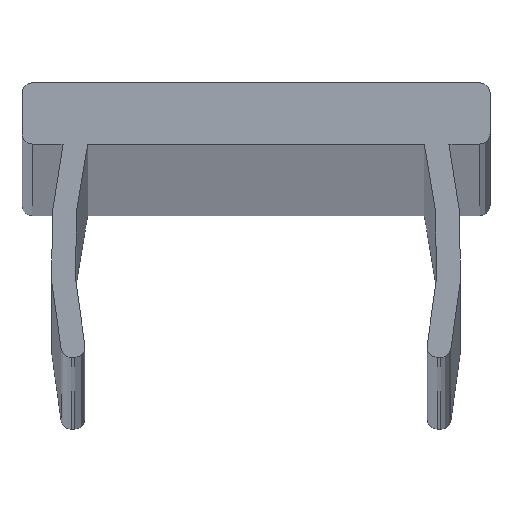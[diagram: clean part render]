
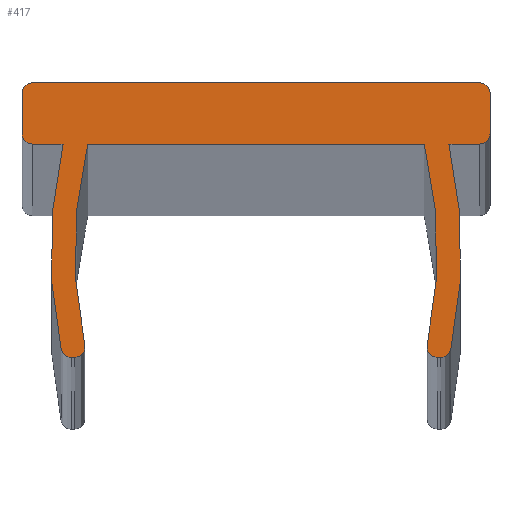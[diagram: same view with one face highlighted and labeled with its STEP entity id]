
A CAD part, top view. The second image highlights one B-rep face of the part: STEP entity #417.
In plain terms, the highlighted planar face has unit normal (0, 0, 1).
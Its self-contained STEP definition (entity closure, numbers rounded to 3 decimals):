
#23=PLANE('',#466);
#45=FACE_OUTER_BOUND('',#67,.T.);
#67=EDGE_LOOP('',(#364,#365,#366,#367,#368,#369,#370,#371,#372,#373,#374,
#375,#376,#377,#378,#379,#380,#381,#382,#383));
#72=LINE('',#612,#108);
#84=LINE('',#665,#120);
#89=LINE('',#679,#125);
#95=LINE('',#694,#131);
#97=LINE('',#700,#133);
#98=LINE('',#702,#134);
#100=LINE('',#709,#136);
#103=LINE('',#718,#139);
#108=VECTOR('',#481,0.085);
#120=VECTOR('',#531,0.085);
#125=VECTOR('',#546,1.);
#131=VECTOR('',#562,1.);
#133=VECTOR('',#570,10.9);
#134=VECTOR('',#573,0.75);
#136=VECTOR('',#581,8.2);
#139=VECTOR('',#594,0.75);
#140=CIRCLE('',#422,0.25);
#153=CIRCLE('',#438,0.25);
#154=CIRCLE('',#440,11.417);
#155=CIRCLE('',#442,0.25);
#156=CIRCLE('',#445,0.25);
#157=CIRCLE('',#447,0.25);
#158=CIRCLE('',#450,0.25);
#159=CIRCLE('',#452,0.25);
#160=CIRCLE('',#455,0.25);
#161=CIRCLE('',#459,10.833);
#162=CIRCLE('',#462,10.833);
#163=CIRCLE('',#464,11.417);
#164=VERTEX_POINT('',#599);
#165=VERTEX_POINT('',#600);
#169=VERTEX_POINT('',#610);
#187=VERTEX_POINT('',#650);
#188=VERTEX_POINT('',#654);
#189=VERTEX_POINT('',#658);
#190=VERTEX_POINT('',#659);
#191=VERTEX_POINT('',#664);
#192=VERTEX_POINT('',#668);
#193=VERTEX_POINT('',#672);
#194=VERTEX_POINT('',#674);
#195=VERTEX_POINT('',#678);
#196=VERTEX_POINT('',#682);
#197=VERTEX_POINT('',#686);
#198=VERTEX_POINT('',#687);
#199=VERTEX_POINT('',#692);
#200=VERTEX_POINT('',#696);
#201=VERTEX_POINT('',#704);
#202=VERTEX_POINT('',#708);
#203=VERTEX_POINT('',#714);
#204=EDGE_CURVE('',#164,#165,#140,.T.);
#210=EDGE_CURVE('',#164,#169,#72,.T.);
#229=EDGE_CURVE('',#187,#169,#153,.T.);
#232=EDGE_CURVE('',#187,#188,#154,.T.);
#233=EDGE_CURVE('',#189,#190,#155,.T.);
#236=EDGE_CURVE('',#191,#190,#84,.T.);
#238=EDGE_CURVE('',#191,#192,#156,.T.);
#241=EDGE_CURVE('',#193,#194,#157,.T.);
#243=EDGE_CURVE('',#195,#194,#89,.T.);
#245=EDGE_CURVE('',#195,#196,#158,.T.);
#247=EDGE_CURVE('',#197,#198,#159,.T.);
#251=EDGE_CURVE('',#197,#199,#95,.T.);
#252=EDGE_CURVE('',#200,#199,#160,.T.);
#254=EDGE_CURVE('',#200,#196,#97,.T.);
#255=EDGE_CURVE('',#188,#198,#98,.T.);
#256=EDGE_CURVE('',#201,#165,#161,.T.);
#258=EDGE_CURVE('',#202,#201,#100,.T.);
#260=EDGE_CURVE('',#189,#202,#162,.T.);
#261=EDGE_CURVE('',#203,#192,#163,.T.);
#263=EDGE_CURVE('',#193,#203,#103,.T.);
#364=ORIENTED_EDGE('',*,*,#204,.F.);
#365=ORIENTED_EDGE('',*,*,#210,.T.);
#366=ORIENTED_EDGE('',*,*,#229,.F.);
#367=ORIENTED_EDGE('',*,*,#232,.T.);
#368=ORIENTED_EDGE('',*,*,#255,.T.);
#369=ORIENTED_EDGE('',*,*,#247,.F.);
#370=ORIENTED_EDGE('',*,*,#251,.T.);
#371=ORIENTED_EDGE('',*,*,#252,.F.);
#372=ORIENTED_EDGE('',*,*,#254,.T.);
#373=ORIENTED_EDGE('',*,*,#245,.F.);
#374=ORIENTED_EDGE('',*,*,#243,.T.);
#375=ORIENTED_EDGE('',*,*,#241,.F.);
#376=ORIENTED_EDGE('',*,*,#263,.T.);
#377=ORIENTED_EDGE('',*,*,#261,.T.);
#378=ORIENTED_EDGE('',*,*,#238,.F.);
#379=ORIENTED_EDGE('',*,*,#236,.T.);
#380=ORIENTED_EDGE('',*,*,#233,.F.);
#381=ORIENTED_EDGE('',*,*,#260,.T.);
#382=ORIENTED_EDGE('',*,*,#258,.T.);
#383=ORIENTED_EDGE('',*,*,#256,.T.);
#417=ADVANCED_FACE('',(#45),#23,.T.);
#422=AXIS2_PLACEMENT_3D('',#601,#471,#472);
#438=AXIS2_PLACEMENT_3D('',#651,#515,#516);
#440=AXIS2_PLACEMENT_3D('',#656,#521,#522);
#442=AXIS2_PLACEMENT_3D('',#660,#525,#526);
#445=AXIS2_PLACEMENT_3D('',#669,#535,#536);
#447=AXIS2_PLACEMENT_3D('',#675,#541,#542);
#450=AXIS2_PLACEMENT_3D('',#683,#550,#551);
#452=AXIS2_PLACEMENT_3D('',#688,#555,#556);
#455=AXIS2_PLACEMENT_3D('',#697,#565,#566);
#459=AXIS2_PLACEMENT_3D('',#705,#576,#577);
#462=AXIS2_PLACEMENT_3D('',#712,#585,#586);
#464=AXIS2_PLACEMENT_3D('',#715,#589,#590);
#466=AXIS2_PLACEMENT_3D('',#719,#595,#596);
#471=DIRECTION('center_axis',(0.,0.,-1.));
#472=DIRECTION('ref_axis',(-0.778,-0.628,0.));
#481=DIRECTION('',(1.,0.,0.));
#515=DIRECTION('center_axis',(0.,0.,-1.));
#516=DIRECTION('ref_axis',(0.628,-0.778,0.));
#521=DIRECTION('center_axis',(0.,0.,1.));
#522=DIRECTION('ref_axis',(0.974,-0.228,0.));
#525=DIRECTION('center_axis',(0.,0.,-1.));
#526=DIRECTION('ref_axis',(0.778,-0.628,0.));
#531=DIRECTION('',(1.,0.,0.));
#535=DIRECTION('center_axis',(0.,0.,-1.));
#536=DIRECTION('ref_axis',(-0.628,-0.778,0.));
#541=DIRECTION('center_axis',(0.,0.,-1.));
#542=DIRECTION('ref_axis',(-0.707,-0.707,0.));
#546=DIRECTION('',(0.,-1.,0.));
#550=DIRECTION('center_axis',(0.,0.,-1.));
#551=DIRECTION('ref_axis',(-0.707,0.707,0.));
#555=DIRECTION('center_axis',(0.,0.,-1.));
#556=DIRECTION('ref_axis',(0.707,-0.707,0.));
#562=DIRECTION('',(0.,1.,0.));
#565=DIRECTION('center_axis',(0.,0.,-1.));
#566=DIRECTION('ref_axis',(0.707,0.707,0.));
#570=DIRECTION('',(-1.,0.,0.));
#573=DIRECTION('',(1.,0.,0.));
#576=DIRECTION('center_axis',(0.,0.,-1.));
#577=DIRECTION('ref_axis',(-0.971,0.24,0.));
#581=DIRECTION('',(1.,0.,0.));
#585=DIRECTION('center_axis',(0.,0.,-1.));
#586=DIRECTION('ref_axis',(0.971,-0.24,0.));
#589=DIRECTION('center_axis',(0.,0.,1.));
#590=DIRECTION('ref_axis',(-0.974,0.228,0.));
#594=DIRECTION('',(1.,0.,0.));
#595=DIRECTION('center_axis',(0.,0.,1.));
#596=DIRECTION('ref_axis',(1.,0.,0.));
#599=CARTESIAN_POINT('',(4.415,-3.812,500.));
#600=CARTESIAN_POINT('',(4.17,-3.509,500.));
#601=CARTESIAN_POINT('Origin',(4.415,-3.562,500.));
#610=CARTESIAN_POINT('',(4.5,-3.812,500.));
#612=CARTESIAN_POINT('',(4.1,-3.812,500.));
#650=CARTESIAN_POINT('',(4.744,-3.614,500.));
#651=CARTESIAN_POINT('Origin',(4.5,-3.562,500.));
#654=CARTESIAN_POINT('',(4.7,1.388,500.));
#656=CARTESIAN_POINT('Origin',(-6.417,-1.212,500.));
#658=CARTESIAN_POINT('',(-4.17,-3.509,500.));
#659=CARTESIAN_POINT('',(-4.415,-3.812,500.));
#660=CARTESIAN_POINT('Origin',(-4.415,-3.562,500.));
#664=CARTESIAN_POINT('',(-4.5,-3.812,500.));
#665=CARTESIAN_POINT('',(-4.7,-3.812,500.));
#668=CARTESIAN_POINT('',(-4.744,-3.614,500.));
#669=CARTESIAN_POINT('Origin',(-4.5,-3.562,500.));
#672=CARTESIAN_POINT('',(-5.45,1.388,500.));
#674=CARTESIAN_POINT('',(-5.7,1.638,500.));
#675=CARTESIAN_POINT('Origin',(-5.45,1.638,500.));
#678=CARTESIAN_POINT('',(-5.7,2.638,500.));
#679=CARTESIAN_POINT('',(-5.7,2.888,500.));
#682=CARTESIAN_POINT('',(-5.45,2.888,500.));
#683=CARTESIAN_POINT('Origin',(-5.45,2.638,500.));
#686=CARTESIAN_POINT('',(5.7,1.638,500.));
#687=CARTESIAN_POINT('',(5.45,1.388,500.));
#688=CARTESIAN_POINT('Origin',(5.45,1.638,500.));
#692=CARTESIAN_POINT('',(5.7,2.638,500.));
#694=CARTESIAN_POINT('',(5.7,1.388,500.));
#696=CARTESIAN_POINT('',(5.45,2.888,500.));
#697=CARTESIAN_POINT('Origin',(5.45,2.638,500.));
#700=CARTESIAN_POINT('',(5.7,2.888,500.));
#702=CARTESIAN_POINT('',(4.7,1.388,500.));
#704=CARTESIAN_POINT('',(4.1,1.388,500.));
#705=CARTESIAN_POINT('Origin',(-6.417,-1.212,500.));
#708=CARTESIAN_POINT('',(-4.1,1.388,500.));
#709=CARTESIAN_POINT('',(-4.1,1.388,500.));
#712=CARTESIAN_POINT('Origin',(6.417,-1.212,500.));
#714=CARTESIAN_POINT('',(-4.7,1.388,500.));
#715=CARTESIAN_POINT('Origin',(6.417,-1.212,500.));
#718=CARTESIAN_POINT('',(-5.7,1.388,500.));
#719=CARTESIAN_POINT('Origin',(0.,0.718,
500.));
